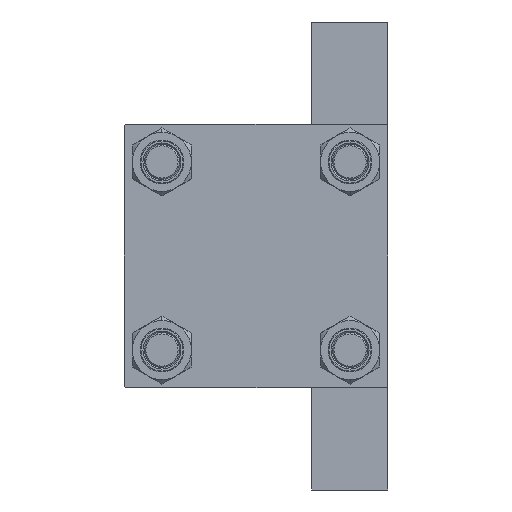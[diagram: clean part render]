
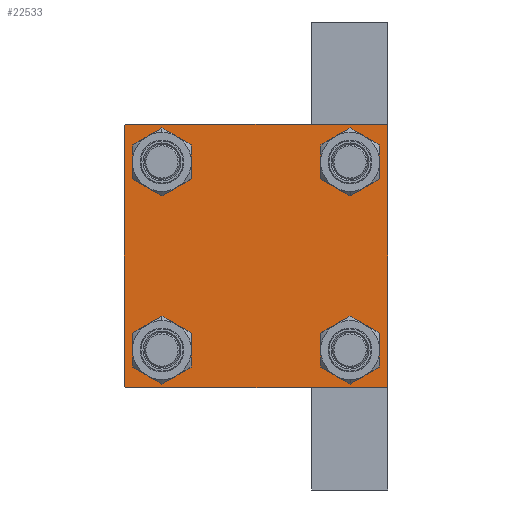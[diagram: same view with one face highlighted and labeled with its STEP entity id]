
A CAD part, left-side view. The second image highlights one B-rep face of the part: STEP entity #22533.
In plain terms, the highlighted planar face has unit normal (-1, 0, 0).
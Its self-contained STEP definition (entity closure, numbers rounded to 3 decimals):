
#75 = VERTEX_POINT ( 'NONE', #14740 ) ;
#305 = AXIS2_PLACEMENT_3D ( 'NONE', #13375, #6094, #39283 ) ;
#1373 = CARTESIAN_POINT ( 'NONE',  ( 0., 32.15, -32.15 ) ) ;
#1715 = LINE ( 'NONE', #23993, #24613 ) ;
#2611 = CIRCLE ( 'NONE', #305, 6.5 ) ;
#2712 = CIRCLE ( 'NONE', #34453, 6.5 ) ;
#2716 = EDGE_CURVE ( 'NONE', #75, #30420, #2712, .T. ) ;
#2793 = LINE ( 'NONE', #36211, #9995 ) ;
#3009 = CARTESIAN_POINT ( 'NONE',  ( 0., -45., 45. ) ) ;
#3171 = ORIENTED_EDGE ( 'NONE', *, *, #14378, .T. ) ;
#3222 = FACE_BOUND ( 'NONE', #20986, .T. ) ;
#4272 = CARTESIAN_POINT ( 'NONE',  ( 0., 45., 44.5 ) ) ;
#4376 = CARTESIAN_POINT ( 'NONE',  ( 0., 32.15, 38.65 ) ) ;
#4547 = AXIS2_PLACEMENT_3D ( 'NONE', #31802, #47013, #17720 ) ;
#4603 = VECTOR ( 'NONE', #19536, 1000. ) ;
#4613 = CARTESIAN_POINT ( 'NONE',  ( 0., -32.15, -25.65 ) ) ;
#4637 = VECTOR ( 'NONE', #41826, 1000. ) ;
#4759 = DIRECTION ( 'NONE',  ( 1., 0., 0. ) ) ;
#4778 = VERTEX_POINT ( 'NONE', #46322 ) ;
#4783 = CARTESIAN_POINT ( 'NONE',  ( 0., 45., 45. ) ) ;
#4844 = VERTEX_POINT ( 'NONE', #29140 ) ;
#4848 = EDGE_CURVE ( 'NONE', #42227, #33208, #18352, .T. ) ;
#5516 = AXIS2_PLACEMENT_3D ( 'NONE', #6846, #47527, #23059 ) ;
#5545 = CARTESIAN_POINT ( 'NONE',  ( 0., -44.75, -44.75 ) ) ;
#6003 = DIRECTION ( 'NONE',  ( 1., 0., 0. ) ) ;
#6094 = DIRECTION ( 'NONE',  ( 1., 0., 0. ) ) ;
#6239 = DIRECTION ( 'NONE',  ( 0., 0., 1. ) ) ;
#6840 = CARTESIAN_POINT ( 'NONE',  ( 0., 32.15, 32.15 ) ) ;
#6846 = CARTESIAN_POINT ( 'NONE',  ( 0., 0., 0. ) ) ;
#6885 = CIRCLE ( 'NONE', #4547, 6.5 ) ;
#7764 = CIRCLE ( 'NONE', #24780, 6.5 ) ;
#8686 = LINE ( 'NONE', #5545, #26780 ) ;
#9075 = AXIS2_PLACEMENT_3D ( 'NONE', #6840, #18468, #17507 ) ;
#9763 = VECTOR ( 'NONE', #10509, 1000. ) ;
#9995 = VECTOR ( 'NONE', #43473, 1000. ) ;
#10509 = DIRECTION ( 'NONE',  ( 0., 0., -1. ) ) ;
#11256 = CARTESIAN_POINT ( 'NONE',  ( 0., -32.15, -32.15 ) ) ;
#11832 = EDGE_CURVE ( 'NONE', #28371, #41479, #1715, .T. ) ;
#13057 = VERTEX_POINT ( 'NONE', #17861 ) ;
#13375 = CARTESIAN_POINT ( 'NONE',  ( 0., -32.15, 32.15 ) ) ;
#13826 = ORIENTED_EDGE ( 'NONE', *, *, #19915, .T. ) ;
#14099 = EDGE_CURVE ( 'NONE', #4778, #35528, #27887, .T. ) ;
#14378 = EDGE_CURVE ( 'NONE', #4844, #13057, #2793, .T. ) ;
#14672 = CARTESIAN_POINT ( 'NONE',  ( 0., 32.15, 32.15 ) ) ;
#14740 = CARTESIAN_POINT ( 'NONE',  ( 0., 32.15, -38.65 ) ) ;
#15859 = VERTEX_POINT ( 'NONE', #46104 ) ;
#16938 = EDGE_CURVE ( 'NONE', #15859, #17365, #6885, .T. ) ;
#17365 = VERTEX_POINT ( 'NONE', #29743 ) ;
#17507 = DIRECTION ( 'NONE',  ( 0., 0., 1. ) ) ;
#17720 = DIRECTION ( 'NONE',  ( 0., 0., 1. ) ) ;
#17861 = CARTESIAN_POINT ( 'NONE',  ( 0., 44.5, -45. ) ) ;
#18265 = LINE ( 'NONE', #3009, #9763 ) ;
#18300 = ORIENTED_EDGE ( 'NONE', *, *, #41753, .T. ) ;
#18352 = CIRCLE ( 'NONE', #9075, 6.5 ) ;
#18468 = DIRECTION ( 'NONE',  ( 1., 0., 0. ) ) ;
#19433 = AXIS2_PLACEMENT_3D ( 'NONE', #37942, #4759, #37476 ) ;
#19536 = DIRECTION ( 'NONE',  ( 0., -1., 0. ) ) ;
#19551 = ORIENTED_EDGE ( 'NONE', *, *, #36370, .T. ) ;
#19773 = LINE ( 'NONE', #30455, #4603 ) ;
#19856 = VERTEX_POINT ( 'NONE', #40349 ) ;
#19915 = EDGE_CURVE ( 'NONE', #33208, #42227, #7764, .T. ) ;
#20072 = CARTESIAN_POINT ( 'NONE',  ( 0., -44.5, 45. ) ) ;
#20986 = EDGE_LOOP ( 'NONE', ( #47037, #30582 ) ) ;
#21099 = CARTESIAN_POINT ( 'NONE',  ( 0., 45., 45. ) ) ;
#21393 = EDGE_CURVE ( 'NONE', #22122, #28315, #45660, .T. ) ;
#22122 = VERTEX_POINT ( 'NONE', #24620 ) ;
#22310 = ORIENTED_EDGE ( 'NONE', *, *, #4848, .T. ) ;
#22533 = ADVANCED_FACE ( 'NONE', ( #32544, #47288, #3222, #28906, #43665 ), #40032, .T. ) ;
#22918 = CARTESIAN_POINT ( 'NONE',  ( 0., 32.15, -25.65 ) ) ;
#22941 = EDGE_LOOP ( 'NONE', ( #40509, #46519 ) ) ;
#23059 = DIRECTION ( 'NONE',  ( 0., 0., 1. ) ) ;
#23192 = ORIENTED_EDGE ( 'NONE', *, *, #32964, .T. ) ;
#23396 = CARTESIAN_POINT ( 'NONE',  ( 0., 32.15, 25.65 ) ) ;
#23783 = VERTEX_POINT ( 'NONE', #33525 ) ;
#23993 = CARTESIAN_POINT ( 'NONE',  ( 0., -44.75, 44.75 ) ) ;
#24242 = DIRECTION ( 'NONE',  ( 0., 0.707, 0.707 ) ) ;
#24613 = VECTOR ( 'NONE', #24242, 1000. ) ;
#24620 = CARTESIAN_POINT ( 'NONE',  ( 0., -32.15, -38.65 ) ) ;
#24780 = AXIS2_PLACEMENT_3D ( 'NONE', #14672, #29461, #44217 ) ;
#26371 = AXIS2_PLACEMENT_3D ( 'NONE', #11256, #34921, #46029 ) ;
#26526 = ORIENTED_EDGE ( 'NONE', *, *, #27364, .F. ) ;
#26780 = VECTOR ( 'NONE', #35097, 1000. ) ;
#27364 = EDGE_CURVE ( 'NONE', #4778, #41479, #32019, .T. ) ;
#27887 = LINE ( 'NONE', #36750, #30862 ) ;
#28082 = EDGE_CURVE ( 'NONE', #17365, #15859, #2611, .T. ) ;
#28315 = VERTEX_POINT ( 'NONE', #4613 ) ;
#28371 = VERTEX_POINT ( 'NONE', #45758 ) ;
#28906 = FACE_BOUND ( 'NONE', #40417, .T. ) ;
#28916 = ORIENTED_EDGE ( 'NONE', *, *, #11832, .T. ) ;
#29140 = CARTESIAN_POINT ( 'NONE',  ( 0., 45., -44.5 ) ) ;
#29461 = DIRECTION ( 'NONE',  ( 1., 0., 0. ) ) ;
#29743 = CARTESIAN_POINT ( 'NONE',  ( 0., -32.15, 38.65 ) ) ;
#30420 = VERTEX_POINT ( 'NONE', #22918 ) ;
#30455 = CARTESIAN_POINT ( 'NONE',  ( 0., 45., -45. ) ) ;
#30582 = ORIENTED_EDGE ( 'NONE', *, *, #2716, .T. ) ;
#30862 = VECTOR ( 'NONE', #47638, 1000. ) ;
#31241 = AXIS2_PLACEMENT_3D ( 'NONE', #32401, #6003, #6239 ) ;
#31782 = DIRECTION ( 'NONE',  ( 0., -1., 0. ) ) ;
#31786 = ORIENTED_EDGE ( 'NONE', *, *, #14099, .T. ) ;
#31802 = CARTESIAN_POINT ( 'NONE',  ( 0., -32.15, 32.15 ) ) ;
#32019 = LINE ( 'NONE', #21099, #40461 ) ;
#32401 = CARTESIAN_POINT ( 'NONE',  ( 0., -32.15, -32.15 ) ) ;
#32544 = FACE_BOUND ( 'NONE', #22941, .T. ) ;
#32964 = EDGE_CURVE ( 'NONE', #28315, #22122, #45899, .T. ) ;
#33208 = VERTEX_POINT ( 'NONE', #23396 ) ;
#33525 = CARTESIAN_POINT ( 'NONE',  ( 0., -44.5, -45. ) ) ;
#33873 = LINE ( 'NONE', #4783, #4637 ) ;
#34453 = AXIS2_PLACEMENT_3D ( 'NONE', #1373, #37704, #41334 ) ;
#34921 = DIRECTION ( 'NONE',  ( 1., 0., 0. ) ) ;
#35097 = DIRECTION ( 'NONE',  ( 0., -0.707, 0.707 ) ) ;
#35528 = VERTEX_POINT ( 'NONE', #4272 ) ;
#35791 = EDGE_CURVE ( 'NONE', #28371, #19856, #18265, .T. ) ;
#36211 = CARTESIAN_POINT ( 'NONE',  ( 0., 44.75, -44.75 ) ) ;
#36370 = EDGE_CURVE ( 'NONE', #23783, #19856, #8686, .T. ) ;
#36750 = CARTESIAN_POINT ( 'NONE',  ( 0., 44.75, 44.75 ) ) ;
#37215 = CIRCLE ( 'NONE', #19433, 6.5 ) ;
#37476 = DIRECTION ( 'NONE',  ( 0., 0., 1. ) ) ;
#37704 = DIRECTION ( 'NONE',  ( 1., 0., 0. ) ) ;
#37942 = CARTESIAN_POINT ( 'NONE',  ( 0., 32.15, -32.15 ) ) ;
#39283 = DIRECTION ( 'NONE',  ( 0., 0., 1. ) ) ;
#40032 = PLANE ( 'NONE',  #5516 ) ;
#40349 = CARTESIAN_POINT ( 'NONE',  ( 0., -45., -44.5 ) ) ;
#40417 = EDGE_LOOP ( 'NONE', ( #22310, #13826 ) ) ;
#40461 = VECTOR ( 'NONE', #31782, 1000. ) ;
#40509 = ORIENTED_EDGE ( 'NONE', *, *, #28082, .T. ) ;
#40573 = ORIENTED_EDGE ( 'NONE', *, *, #35791, .F. ) ;
#41118 = EDGE_LOOP ( 'NONE', ( #23192, #47918 ) ) ;
#41334 = DIRECTION ( 'NONE',  ( 0., 0., 1. ) ) ;
#41479 = VERTEX_POINT ( 'NONE', #20072 ) ;
#41753 = EDGE_CURVE ( 'NONE', #13057, #23783, #19773, .T. ) ;
#41826 = DIRECTION ( 'NONE',  ( 0., 0., -1. ) ) ;
#42227 = VERTEX_POINT ( 'NONE', #4376 ) ;
#42613 = EDGE_CURVE ( 'NONE', #35528, #4844, #33873, .T. ) ;
#43473 = DIRECTION ( 'NONE',  ( 0., -0.707, -0.707 ) ) ;
#43665 = FACE_OUTER_BOUND ( 'NONE', #44382, .T. ) ;
#44217 = DIRECTION ( 'NONE',  ( 0., 0., 1. ) ) ;
#44382 = EDGE_LOOP ( 'NONE', ( #47238, #3171, #18300, #19551, #40573, #28916, #26526, #31786 ) ) ;
#45464 = EDGE_CURVE ( 'NONE', #30420, #75, #37215, .T. ) ;
#45660 = CIRCLE ( 'NONE', #26371, 6.5 ) ;
#45758 = CARTESIAN_POINT ( 'NONE',  ( 0., -45., 44.5 ) ) ;
#45899 = CIRCLE ( 'NONE', #31241, 6.5 ) ;
#46029 = DIRECTION ( 'NONE',  ( 0., 0., 1. ) ) ;
#46104 = CARTESIAN_POINT ( 'NONE',  ( 0., -32.15, 25.65 ) ) ;
#46322 = CARTESIAN_POINT ( 'NONE',  ( 0., 44.5, 45. ) ) ;
#46519 = ORIENTED_EDGE ( 'NONE', *, *, #16938, .T. ) ;
#47013 = DIRECTION ( 'NONE',  ( 1., 0., 0. ) ) ;
#47037 = ORIENTED_EDGE ( 'NONE', *, *, #45464, .T. ) ;
#47238 = ORIENTED_EDGE ( 'NONE', *, *, #42613, .T. ) ;
#47288 = FACE_BOUND ( 'NONE', #41118, .T. ) ;
#47527 = DIRECTION ( 'NONE',  ( -1., 0., 0. ) ) ;
#47638 = DIRECTION ( 'NONE',  ( 0., 0.707, -0.707 ) ) ;
#47918 = ORIENTED_EDGE ( 'NONE', *, *, #21393, .T. ) ;
